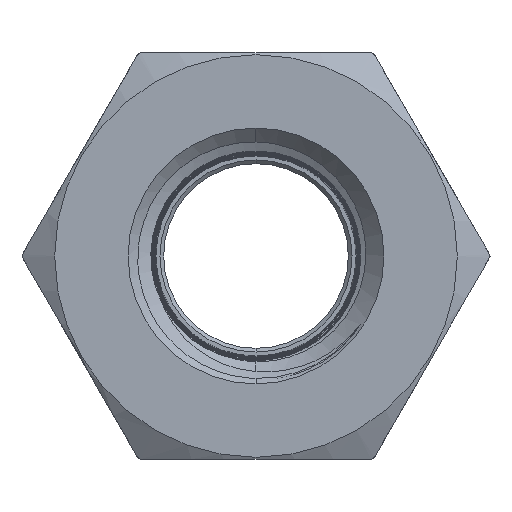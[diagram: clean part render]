
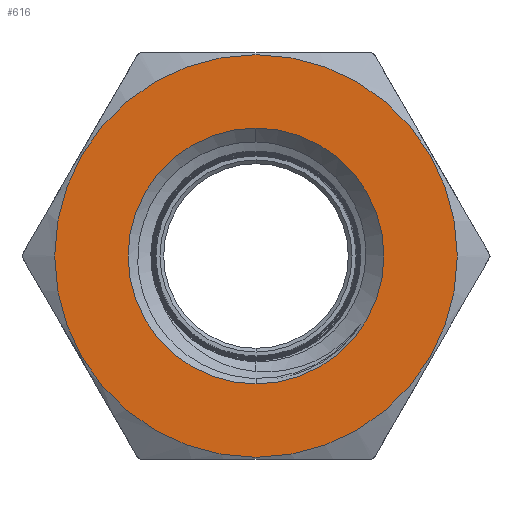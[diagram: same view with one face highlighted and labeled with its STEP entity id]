
A CAD part, front view. The second image highlights one B-rep face of the part: STEP entity #616.
In plain terms, the highlighted planar face has unit normal (0, -1, 0).
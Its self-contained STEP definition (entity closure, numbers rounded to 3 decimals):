
#599 = DIRECTION ( 'NONE',  ( 0., 0., -1. ) ) ;
#616 = ADVANCED_FACE ( 'NONE', ( #7450, #13629 ), #4071, .T. ) ;
#688 = CARTESIAN_POINT ( 'NONE',  ( 0., -21., 10.9 ) ) ;
#695 = AXIS2_PLACEMENT_3D ( 'NONE', #17203, #8083, #18722 ) ;
#1059 = EDGE_LOOP ( 'NONE', ( #8052, #11665 ) ) ;
#1475 = VERTEX_POINT ( 'NONE', #6447 ) ;
#2350 = AXIS2_PLACEMENT_3D ( 'NONE', #15321, #6241, #16859 ) ;
#2455 = AXIS2_PLACEMENT_3D ( 'NONE', #6377, #17007, #7875 ) ;
#3717 = EDGE_CURVE ( 'NONE', #16191, #1475, #15769, .T. ) ;
#4071 = PLANE ( 'NONE',  #18540 ) ;
#4493 = DIRECTION ( 'NONE',  ( 0., 1., 0. ) ) ;
#5527 = EDGE_LOOP ( 'NONE', ( #14680, #9963 ) ) ;
#6241 = DIRECTION ( 'NONE',  ( 0., 1., 0. ) ) ;
#6377 = CARTESIAN_POINT ( 'NONE',  ( 0., -21., 0. ) ) ;
#6447 = CARTESIAN_POINT ( 'NONE',  ( 0., -21., 6.925 ) ) ;
#7450 = FACE_BOUND ( 'NONE', #5527, .T. ) ;
#7875 = DIRECTION ( 'NONE',  ( 0., 0., -1. ) ) ;
#8052 = ORIENTED_EDGE ( 'NONE', *, *, #9586, .F. ) ;
#8083 = DIRECTION ( 'NONE',  ( 0., 1., 0. ) ) ;
#8309 = CIRCLE ( 'NONE', #14704, 6.925 ) ;
#8344 = CARTESIAN_POINT ( 'NONE',  ( 0., -21., -6.925 ) ) ;
#9586 = EDGE_CURVE ( 'NONE', #15699, #14816, #10893, .T. ) ;
#9963 = ORIENTED_EDGE ( 'NONE', *, *, #15304, .T. ) ;
#10893 = CIRCLE ( 'NONE', #695, 10.9 ) ;
#11073 = CARTESIAN_POINT ( 'NONE',  ( 0., -21., 0. ) ) ;
#11665 = ORIENTED_EDGE ( 'NONE', *, *, #16347, .F. ) ;
#11858 = CIRCLE ( 'NONE', #2350, 10.9 ) ;
#13593 = CARTESIAN_POINT ( 'NONE',  ( 0., -21., 0. ) ) ;
#13629 = FACE_OUTER_BOUND ( 'NONE', #1059, .T. ) ;
#14680 = ORIENTED_EDGE ( 'NONE', *, *, #3717, .T. ) ;
#14704 = AXIS2_PLACEMENT_3D ( 'NONE', #13593, #4493, #15117 ) ;
#14816 = VERTEX_POINT ( 'NONE', #19723 ) ;
#15117 = DIRECTION ( 'NONE',  ( 0., 0., -1. ) ) ;
#15304 = EDGE_CURVE ( 'NONE', #1475, #16191, #8309, .T. ) ;
#15321 = CARTESIAN_POINT ( 'NONE',  ( 0., -21., 0. ) ) ;
#15699 = VERTEX_POINT ( 'NONE', #688 ) ;
#15769 = CIRCLE ( 'NONE', #2455, 6.925 ) ;
#15938 = DIRECTION ( 'NONE',  ( 0., -1., 0. ) ) ;
#16191 = VERTEX_POINT ( 'NONE', #8344 ) ;
#16347 = EDGE_CURVE ( 'NONE', #14816, #15699, #11858, .T. ) ;
#16859 = DIRECTION ( 'NONE',  ( 0., 0., 1. ) ) ;
#17007 = DIRECTION ( 'NONE',  ( 0., 1., 0. ) ) ;
#17203 = CARTESIAN_POINT ( 'NONE',  ( 0., -21., 0. ) ) ;
#18540 = AXIS2_PLACEMENT_3D ( 'NONE', #11073, #15938, #599 ) ;
#18722 = DIRECTION ( 'NONE',  ( 0., 0., 1. ) ) ;
#19723 = CARTESIAN_POINT ( 'NONE',  ( 0., -21., -10.9 ) ) ;
